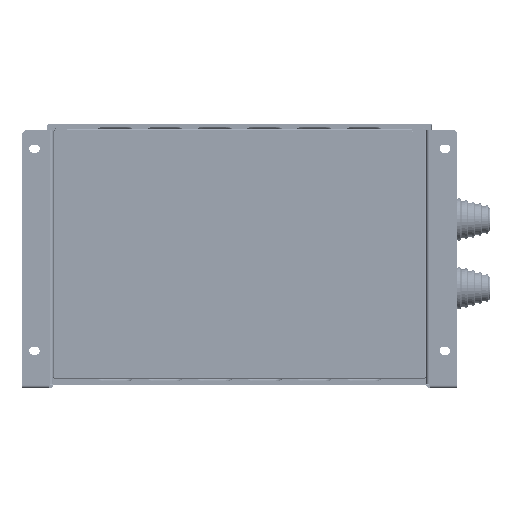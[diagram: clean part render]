
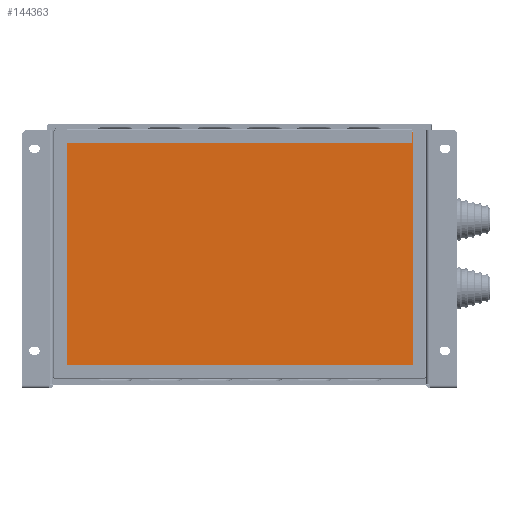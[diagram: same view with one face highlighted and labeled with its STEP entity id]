
A CAD part, front view. The second image highlights one B-rep face of the part: STEP entity #144363.
In plain terms, the highlighted planar face has unit normal (0, -1, 0).
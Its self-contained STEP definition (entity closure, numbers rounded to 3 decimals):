
#1323 = EDGE_CURVE ( 'NONE', #128157, #124920, #7762, .T. ) ;
#6315 = ORIENTED_EDGE ( 'NONE', *, *, #76929, .F. ) ;
#7762 = LINE ( 'NONE', #54329, #131262 ) ;
#8472 = FACE_OUTER_BOUND ( 'NONE', #134058, .T. ) ;
#19506 = VECTOR ( 'NONE', #140718, 1000. ) ;
#29549 = CARTESIAN_POINT ( 'NONE',  ( 0., 0., -394. ) ) ;
#38847 = EDGE_CURVE ( 'NONE', #55290, #97204, #85689, .T. ) ;
#39035 = LINE ( 'NONE', #101608, #133752 ) ;
#51656 = DIRECTION ( 'NONE',  ( 0., 0., -1. ) ) ;
#52283 = LINE ( 'NONE', #29549, #19506 ) ;
#53788 = DIRECTION ( 'NONE',  ( 0., 0., 1. ) ) ;
#54329 = CARTESIAN_POINT ( 'NONE',  ( 0., 0., 0. ) ) ;
#55290 = VERTEX_POINT ( 'NONE', #137603 ) ;
#55356 = CARTESIAN_POINT ( 'NONE',  ( 0., 0., -394. ) ) ;
#58144 = EDGE_CURVE ( 'NONE', #124920, #55290, #39035, .T. ) ;
#63604 = PLANE ( 'NONE',  #111081 ) ;
#76929 = EDGE_CURVE ( 'NONE', #97204, #128157, #52283, .T. ) ;
#85286 = ORIENTED_EDGE ( 'NONE', *, *, #58144, .F. ) ;
#85689 = LINE ( 'NONE', #126430, #110748 ) ;
#89260 = DIRECTION ( 'NONE',  ( 1., 0., 0. ) ) ;
#95863 = CARTESIAN_POINT ( 'NONE',  ( 0., 0., 0. ) ) ;
#97204 = VERTEX_POINT ( 'NONE', #118258 ) ;
#101608 = CARTESIAN_POINT ( 'NONE',  ( 0., 0., 0. ) ) ;
#110748 = VECTOR ( 'NONE', #151204, 1000. ) ;
#111081 = AXIS2_PLACEMENT_3D ( 'NONE', #113246, #125726, #51656 ) ;
#113246 = CARTESIAN_POINT ( 'NONE',  ( 0., 0., -394. ) ) ;
#118258 = CARTESIAN_POINT ( 'NONE',  ( 590., 0., -394. ) ) ;
#124920 = VERTEX_POINT ( 'NONE', #95863 ) ;
#125726 = DIRECTION ( 'NONE',  ( 0., -1., 0. ) ) ;
#126430 = CARTESIAN_POINT ( 'NONE',  ( 590., 0., 0. ) ) ;
#128157 = VERTEX_POINT ( 'NONE', #55356 ) ;
#131262 = VECTOR ( 'NONE', #53788, 1000. ) ;
#133752 = VECTOR ( 'NONE', #89260, 1000. ) ;
#134058 = EDGE_LOOP ( 'NONE', ( #144501, #6315, #155850, #85286 ) ) ;
#137603 = CARTESIAN_POINT ( 'NONE',  ( 590., 0., 0. ) ) ;
#140718 = DIRECTION ( 'NONE',  ( -1., 0., 0. ) ) ;
#144363 = ADVANCED_FACE ( 'NONE', ( #8472 ), #63604, .T. ) ;
#144501 = ORIENTED_EDGE ( 'NONE', *, *, #1323, .F. ) ;
#151204 = DIRECTION ( 'NONE',  ( 0., 0., -1. ) ) ;
#155850 = ORIENTED_EDGE ( 'NONE', *, *, #38847, .F. ) ;
